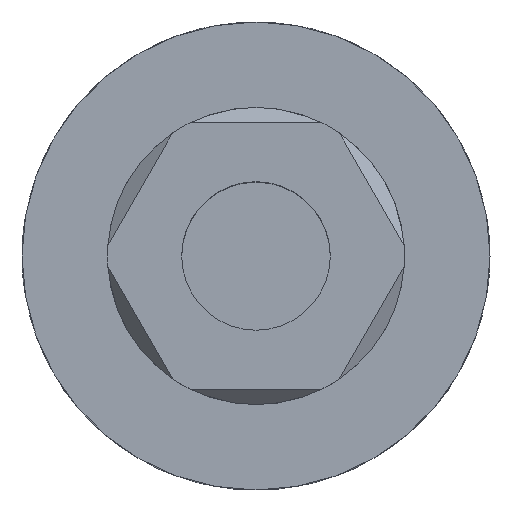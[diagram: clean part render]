
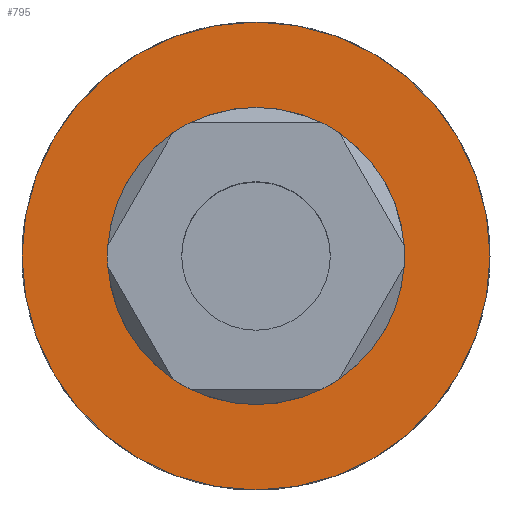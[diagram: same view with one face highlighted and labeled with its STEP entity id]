
A CAD part, top view. The second image highlights one B-rep face of the part: STEP entity #795.
In plain terms, the highlighted planar face has unit normal (0, 0, 1).
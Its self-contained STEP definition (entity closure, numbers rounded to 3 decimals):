
#3 = CIRCLE ( 'NONE', #1357, 20. ) ;
#27 = CIRCLE ( 'NONE', #1343, 20. ) ;
#29 = DIRECTION ( 'NONE',  ( -1., 0., 0. ) ) ;
#31 = VERTEX_POINT ( 'NONE', #1615 ) ;
#56 = AXIS2_PLACEMENT_3D ( 'NONE', #754, #277, #608 ) ;
#67 = ORIENTED_EDGE ( 'NONE', *, *, #302, .T. ) ;
#77 = CARTESIAN_POINT ( 'NONE',  ( 0., 0., 27. ) ) ;
#137 = CARTESIAN_POINT ( 'NONE',  ( 0., 0., 27. ) ) ;
#141 = AXIS2_PLACEMENT_3D ( 'NONE', #137, #1979, #968 ) ;
#153 = PLANE ( 'NONE',  #1043 ) ;
#174 = DIRECTION ( 'NONE',  ( -1., 0., 0. ) ) ;
#175 = AXIS2_PLACEMENT_3D ( 'NONE', #1075, #1238, #241 ) ;
#177 = ORIENTED_EDGE ( 'NONE', *, *, #1285, .T. ) ;
#182 = CARTESIAN_POINT ( 'NONE',  ( 0., 0., 27. ) ) ;
#184 = CIRCLE ( 'NONE', #56, 20. ) ;
#185 = CARTESIAN_POINT ( 'NONE',  ( 8.718, 18., 27. ) ) ;
#190 = EDGE_CURVE ( 'NONE', #1896, #300, #3, .T. ) ;
#219 = DIRECTION ( 'NONE',  ( 0., 0., -1. ) ) ;
#241 = DIRECTION ( 'NONE',  ( -1., 0., 0. ) ) ;
#261 = CIRCLE ( 'NONE', #586, 20. ) ;
#264 = ORIENTED_EDGE ( 'NONE', *, *, #1242, .T. ) ;
#275 = ORIENTED_EDGE ( 'NONE', *, *, #1406, .T. ) ;
#277 = DIRECTION ( 'NONE',  ( 0., 0., -1. ) ) ;
#300 = VERTEX_POINT ( 'NONE', #861 ) ;
#302 = EDGE_CURVE ( 'NONE', #1051, #2070, #1834, .T. ) ;
#304 = VERTEX_POINT ( 'NONE', #1342 ) ;
#335 = AXIS2_PLACEMENT_3D ( 'NONE', #1661, #1176, #1360 ) ;
#336 = CIRCLE ( 'NONE', #1486, 20. ) ;
#340 = DIRECTION ( 'NONE',  ( -1., 0., 0. ) ) ;
#371 = FACE_BOUND ( 'NONE', #417, .T. ) ;
#376 = VERTEX_POINT ( 'NONE', #185 ) ;
#393 = CIRCLE ( 'NONE', #892, 20. ) ;
#417 = EDGE_LOOP ( 'NONE', ( #2016, #867, #67, #1763, #177, #1821, #444, #1752, #264, #744, #275, #710, #1823 ) ) ;
#444 = ORIENTED_EDGE ( 'NONE', *, *, #1313, .T. ) ;
#470 = CIRCLE ( 'NONE', #335, 31.5 ) ;
#550 = CIRCLE ( 'NONE', #141, 31.5 ) ;
#568 = DIRECTION ( 'NONE',  ( 0., 0., -1. ) ) ;
#569 = CARTESIAN_POINT ( 'NONE',  ( 0., 0., 27. ) ) ;
#582 = CARTESIAN_POINT ( 'NONE',  ( 11.23, -16.55, 27. ) ) ;
#586 = AXIS2_PLACEMENT_3D ( 'NONE', #1260, #1614, #619 ) ;
#590 = DIRECTION ( 'NONE',  ( -1., 0., 0. ) ) ;
#606 = EDGE_CURVE ( 'NONE', #300, #376, #261, .T. ) ;
#608 = DIRECTION ( 'NONE',  ( -1., 0., 0. ) ) ;
#619 = DIRECTION ( 'NONE',  ( -1., 0., 0. ) ) ;
#652 = CARTESIAN_POINT ( 'NONE',  ( 0., 0., 27. ) ) ;
#666 = AXIS2_PLACEMENT_3D ( 'NONE', #1096, #1735, #2079 ) ;
#669 = DIRECTION ( 'NONE',  ( 0., 0., -1. ) ) ;
#693 = VERTEX_POINT ( 'NONE', #1155 ) ;
#701 = EDGE_CURVE ( 'NONE', #304, #1042, #550, .T. ) ;
#710 = ORIENTED_EDGE ( 'NONE', *, *, #1994, .T. ) ;
#723 = CARTESIAN_POINT ( 'NONE',  ( 0., 0., 27. ) ) ;
#734 = DIRECTION ( 'NONE',  ( -1., 0., 0. ) ) ;
#744 = ORIENTED_EDGE ( 'NONE', *, *, #1065, .T. ) ;
#754 = CARTESIAN_POINT ( 'NONE',  ( 0., 0., 27. ) ) ;
#795 = ADVANCED_FACE ( 'NONE', ( #371, #806 ), #153, .F. ) ;
#806 = FACE_OUTER_BOUND ( 'NONE', #1731, .T. ) ;
#845 = AXIS2_PLACEMENT_3D ( 'NONE', #2061, #1946, #1117 ) ;
#851 = CARTESIAN_POINT ( 'NONE',  ( 19.947, -1.45, 27. ) ) ;
#861 = CARTESIAN_POINT ( 'NONE',  ( -8.718, 18., 27. ) ) ;
#867 = ORIENTED_EDGE ( 'NONE', *, *, #1862, .T. ) ;
#870 = EDGE_CURVE ( 'NONE', #1042, #304, #470, .T. ) ;
#883 = CIRCLE ( 'NONE', #845, 20. ) ;
#892 = AXIS2_PLACEMENT_3D ( 'NONE', #1904, #925, #1261 ) ;
#904 = DIRECTION ( 'NONE',  ( 0., 0., -1. ) ) ;
#925 = DIRECTION ( 'NONE',  ( 0., 0., -1. ) ) ;
#939 = VERTEX_POINT ( 'NONE', #851 ) ;
#959 = CIRCLE ( 'NONE', #1999, 20. ) ;
#968 = DIRECTION ( 'NONE',  ( -1., 0., 0. ) ) ;
#982 = CIRCLE ( 'NONE', #1515, 20. ) ;
#996 = DIRECTION ( 'NONE',  ( 0., 0., -1. ) ) ;
#1030 = CARTESIAN_POINT ( 'NONE',  ( 0., 0., 27. ) ) ;
#1042 = VERTEX_POINT ( 'NONE', #1531 ) ;
#1043 = AXIS2_PLACEMENT_3D ( 'NONE', #652, #1347, #29 ) ;
#1051 = VERTEX_POINT ( 'NONE', #1524 ) ;
#1065 = EDGE_CURVE ( 'NONE', #693, #1442, #883, .T. ) ;
#1075 = CARTESIAN_POINT ( 'NONE',  ( 0., 0., 27. ) ) ;
#1076 = DIRECTION ( 'NONE',  ( -1., 0., 0. ) ) ;
#1083 = CARTESIAN_POINT ( 'NONE',  ( -11.23, 16.55, 27. ) ) ;
#1096 = CARTESIAN_POINT ( 'NONE',  ( 0., 0., 27. ) ) ;
#1104 = CARTESIAN_POINT ( 'NONE',  ( 0., 0., 27. ) ) ;
#1114 = DIRECTION ( 'NONE',  ( 0., 0., -1. ) ) ;
#1117 = DIRECTION ( 'NONE',  ( -1., 0., 0. ) ) ;
#1120 = CARTESIAN_POINT ( 'NONE',  ( -8.718, -18., 27. ) ) ;
#1155 = CARTESIAN_POINT ( 'NONE',  ( -19.947, -1.45, 27. ) ) ;
#1160 = EDGE_CURVE ( 'NONE', #1465, #1234, #336, .T. ) ;
#1174 = EDGE_CURVE ( 'NONE', #1840, #31, #1606, .T. ) ;
#1176 = DIRECTION ( 'NONE',  ( 0., 0., -1. ) ) ;
#1234 = VERTEX_POINT ( 'NONE', #1254 ) ;
#1238 = DIRECTION ( 'NONE',  ( 0., 0., -1. ) ) ;
#1242 = EDGE_CURVE ( 'NONE', #1234, #693, #393, .T. ) ;
#1254 = CARTESIAN_POINT ( 'NONE',  ( -11.23, -16.55, 27. ) ) ;
#1260 = CARTESIAN_POINT ( 'NONE',  ( 0., 0., 27. ) ) ;
#1261 = DIRECTION ( 'NONE',  ( -1., 0., 0. ) ) ;
#1285 = EDGE_CURVE ( 'NONE', #939, #1840, #1500, .T. ) ;
#1313 = EDGE_CURVE ( 'NONE', #31, #1465, #982, .T. ) ;
#1342 = CARTESIAN_POINT ( 'NONE',  ( 31.5, 0., 27. ) ) ;
#1343 = AXIS2_PLACEMENT_3D ( 'NONE', #1722, #568, #590 ) ;
#1347 = DIRECTION ( 'NONE',  ( 0., 0., -1. ) ) ;
#1357 = AXIS2_PLACEMENT_3D ( 'NONE', #182, #669, #174 ) ;
#1360 = DIRECTION ( 'NONE',  ( -1., 0., 0. ) ) ;
#1383 = CIRCLE ( 'NONE', #1498, 20. ) ;
#1401 = DIRECTION ( 'NONE',  ( -1., 0., 0. ) ) ;
#1406 = EDGE_CURVE ( 'NONE', #1442, #1983, #959, .T. ) ;
#1428 = ORIENTED_EDGE ( 'NONE', *, *, #870, .F. ) ;
#1442 = VERTEX_POINT ( 'NONE', #1445 ) ;
#1445 = CARTESIAN_POINT ( 'NONE',  ( -20., 0., 27. ) ) ;
#1465 = VERTEX_POINT ( 'NONE', #1120 ) ;
#1486 = AXIS2_PLACEMENT_3D ( 'NONE', #723, #219, #1401 ) ;
#1498 = AXIS2_PLACEMENT_3D ( 'NONE', #77, #2068, #734 ) ;
#1500 = CIRCLE ( 'NONE', #175, 20. ) ;
#1515 = AXIS2_PLACEMENT_3D ( 'NONE', #1104, #1114, #2075 ) ;
#1524 = CARTESIAN_POINT ( 'NONE',  ( 11.23, 16.55, 27. ) ) ;
#1531 = CARTESIAN_POINT ( 'NONE',  ( -31.5, 0., 27. ) ) ;
#1606 = CIRCLE ( 'NONE', #666, 20. ) ;
#1614 = DIRECTION ( 'NONE',  ( 0., 0., -1. ) ) ;
#1615 = CARTESIAN_POINT ( 'NONE',  ( 8.718, -18., 27. ) ) ;
#1621 = AXIS2_PLACEMENT_3D ( 'NONE', #1030, #996, #340 ) ;
#1661 = CARTESIAN_POINT ( 'NONE',  ( 0., 0., 27. ) ) ;
#1722 = CARTESIAN_POINT ( 'NONE',  ( 0., 0., 27. ) ) ;
#1731 = EDGE_LOOP ( 'NONE', ( #1428, #2067 ) ) ;
#1735 = DIRECTION ( 'NONE',  ( 0., 0., -1. ) ) ;
#1752 = ORIENTED_EDGE ( 'NONE', *, *, #1160, .T. ) ;
#1763 = ORIENTED_EDGE ( 'NONE', *, *, #1905, .T. ) ;
#1783 = CARTESIAN_POINT ( 'NONE',  ( -19.947, 1.45, 27. ) ) ;
#1821 = ORIENTED_EDGE ( 'NONE', *, *, #1174, .T. ) ;
#1823 = ORIENTED_EDGE ( 'NONE', *, *, #190, .T. ) ;
#1834 = CIRCLE ( 'NONE', #1621, 20. ) ;
#1840 = VERTEX_POINT ( 'NONE', #582 ) ;
#1862 = EDGE_CURVE ( 'NONE', #376, #1051, #1383, .T. ) ;
#1896 = VERTEX_POINT ( 'NONE', #1083 ) ;
#1904 = CARTESIAN_POINT ( 'NONE',  ( 0., 0., 27. ) ) ;
#1905 = EDGE_CURVE ( 'NONE', #2070, #939, #27, .T. ) ;
#1946 = DIRECTION ( 'NONE',  ( 0., 0., -1. ) ) ;
#1979 = DIRECTION ( 'NONE',  ( 0., 0., -1. ) ) ;
#1983 = VERTEX_POINT ( 'NONE', #1783 ) ;
#1994 = EDGE_CURVE ( 'NONE', #1983, #1896, #184, .T. ) ;
#1999 = AXIS2_PLACEMENT_3D ( 'NONE', #569, #904, #1076 ) ;
#2016 = ORIENTED_EDGE ( 'NONE', *, *, #606, .T. ) ;
#2061 = CARTESIAN_POINT ( 'NONE',  ( 0., 0., 27. ) ) ;
#2067 = ORIENTED_EDGE ( 'NONE', *, *, #701, .F. ) ;
#2068 = DIRECTION ( 'NONE',  ( 0., 0., -1. ) ) ;
#2070 = VERTEX_POINT ( 'NONE', #2085 ) ;
#2075 = DIRECTION ( 'NONE',  ( -1., 0., 0. ) ) ;
#2079 = DIRECTION ( 'NONE',  ( -1., 0., 0. ) ) ;
#2085 = CARTESIAN_POINT ( 'NONE',  ( 19.947, 1.45, 27. ) ) ;
